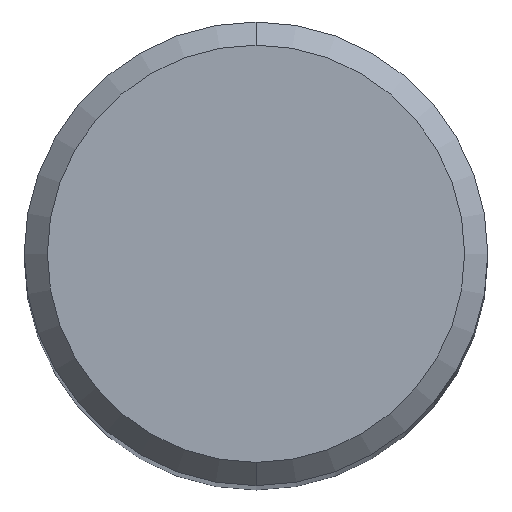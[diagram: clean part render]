
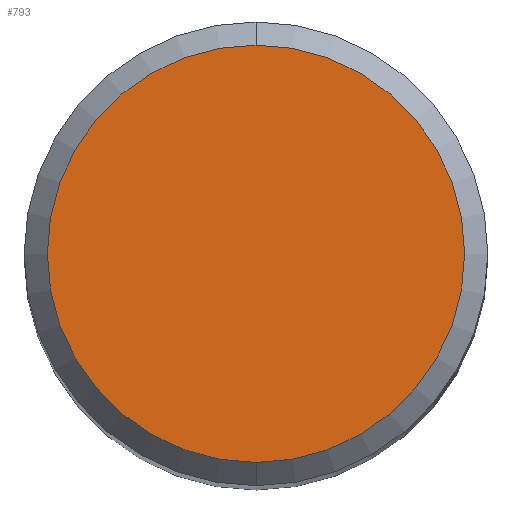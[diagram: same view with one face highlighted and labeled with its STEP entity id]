
A CAD part, top view. The second image highlights one B-rep face of the part: STEP entity #793.
In plain terms, the highlighted planar face has unit normal (0, 0, 1).
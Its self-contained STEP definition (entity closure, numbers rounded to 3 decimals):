
#377=EDGE_CURVE('',#747,#815,#957,.T.);
#695=EDGE_CURVE('',#815,#747,#1301,.T.);
#747=VERTEX_POINT('',#1356);
#793=ADVANCED_FACE('',(#1406),#1407,.T.);
#815=VERTEX_POINT('',#1432);
#957=CIRCLE('',#1772,4.5);
#1301=CIRCLE('',#4827,4.5);
#1356=CARTESIAN_POINT('',(0.0,4.5,0.0));
#1406=FACE_OUTER_BOUND('',#5154,.T.);
#1407=PLANE('',#5155);
#1432=CARTESIAN_POINT('',(0.,-4.5,0.0));
#1772=AXIS2_PLACEMENT_3D('',#6082,#6083,#6084);
#4827=AXIS2_PLACEMENT_3D('',#6428,#6429,#6430);
#5154=EDGE_LOOP('',(#6532,#6533));
#5155=AXIS2_PLACEMENT_3D('',#6534,#6535,#6536);
#6082=CARTESIAN_POINT('',(0.0,0.0,0.0));
#6083=DIRECTION('',(0.0,0.0,-1.0));
#6084=DIRECTION('',(0.0,1.0,0.0));
#6428=CARTESIAN_POINT('',(0.0,0.0,0.0));
#6429=DIRECTION('',(0.0,0.0,-1.0));
#6430=DIRECTION('',(0.0,1.0,0.0));
#6532=ORIENTED_EDGE('',*,*,#377,.F.);
#6533=ORIENTED_EDGE('',*,*,#695,.F.);
#6534=CARTESIAN_POINT('',(0.0,2.25,0.0));
#6535=DIRECTION('',(-0.0,0.0,1.0));
#6536=DIRECTION('',(0.0,-1.0,0.0));
